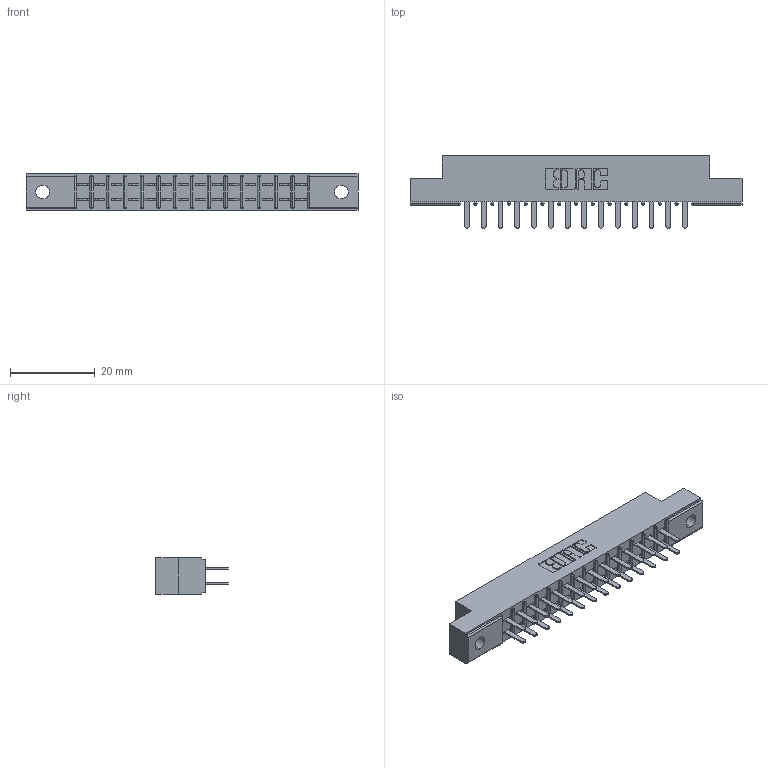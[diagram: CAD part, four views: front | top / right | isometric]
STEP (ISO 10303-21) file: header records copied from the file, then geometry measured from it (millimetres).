
FILE_DESCRIPTION (( 'STEP AP203' ), '1' );
FILE_NAME ('355-028-520-502.STEP', '2019-09-11T06:13:41', ( '' ), ( '' ), 'SwSTEP 2.0', 'SolidWorks 2016', '' );
FILE_SCHEMA (( 'CONFIG_CONTROL_DESIGN' ));
Length unit declared in the file: inch
Products named in the file (3): 355-028-520-502; 305-290-001_520; 305 Part_.128 Dia
Assembly tree (29 placements, depth 2):
  355-028-520-502
    305 Part_.128 Dia
    305-290-001_520  x28
Bounding box: 78.49 x 17.09 x 8.71 mm (x, y, z)
Volume: 4695.8 mm3; surface area: 8616.8 mm2
Topology: 29 solids, 29 shells, 1404 faces, 3998 edges, 2588 vertices
Faces by surface type: plane 824, cylinder 524, sphere 56
Entity records: 18449 total; most frequent: CARTESIAN_POINT 3052, ORIENTED_EDGE 3024, DIRECTION 2974, EDGE_CURVE 1512, VECTOR 1194, LINE 1194, VERTEX_POINT 968, AXIS2_PLACEMENT_3D 890
